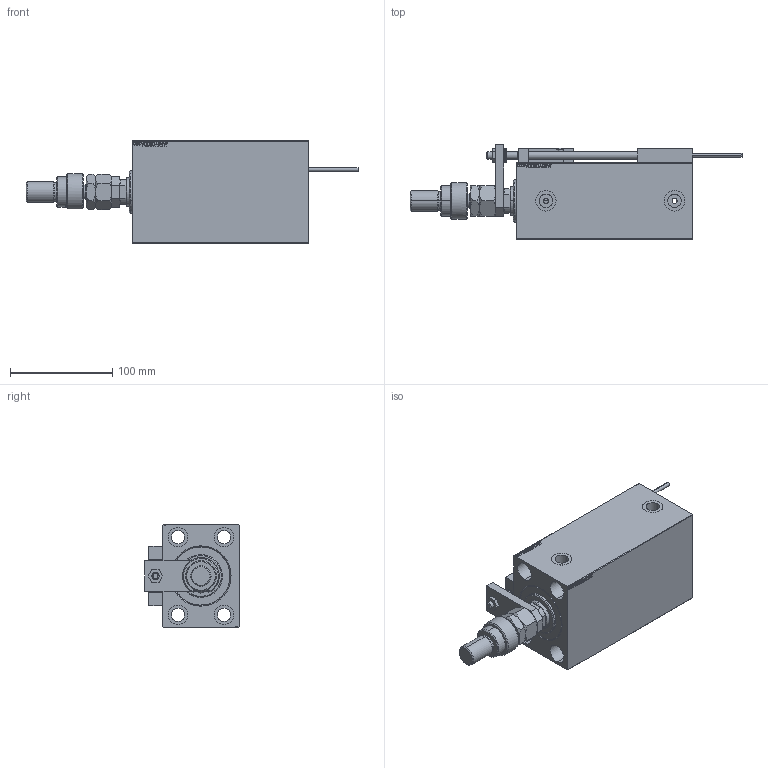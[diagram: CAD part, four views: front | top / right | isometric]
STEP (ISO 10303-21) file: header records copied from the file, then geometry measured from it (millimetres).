
FILE_DESCRIPTION (( 'STEP AP203' ), '1' );
FILE_NAME ('ac6b.STEP', '2022-04-17T07:24:57', ( '' ), ( '' ), 'SwSTEP 2.0', 'SolidWorks 2019', '' );
FILE_SCHEMA (( 'CONFIG_CONTROL_DESIGN' ));
Length unit declared in the file: millimetre
Products named in the file (18): V450CM_C_VCP 20b24b3752b958e4466f59b14d686bc7; SWITCH DIM B,W 20b24b3752b958e4466f59b14d686bc7; Block 20b24b3752b958e4466f59b14d686bc7; MAGNET 20b24b3752b958e4466f59b14d686bc7; ZARAZKA 20b24b3752b958e4466f59b14d686bc7; SWITCH_X_FRONT_BACK 20b24b3752b958e4466f59b14d686bc7; X_Y_DFA 20b24b3752b958e4466f59b14d686bc7; V450CM_VC_B 20b24b3752b958e4466f59b14d686bc7; TYC_L79 20b24b3752b958e4466f59b14d686bc7; ALLEN BOLT D5 20b24b3752b958e4466f59b14d686bc7; ac6b; ALLEN BOLT D8 20b24b3752b958e4466f59b14d686bc7; NUT_D12 20b24b3752b958e4466f59b14d686bc7; V450CM_C_Body 20b24b3752b958e4466f59b14d686bc7; KONCOVKA 20b24b3752b958e4466f59b14d686bc7; MFA 20b24b3752b958e4466f59b14d686bc7; SWITCH X 20b24b3752b958e4466f59b14d686bc7; FEMALE_PART_FOR_DFA 20b24b3752b958e4466f59b14d686bc7
Assembly tree (27 placements, depth 3):
  ac6b
    V450CM_C_Body 20b24b3752b958e4466f59b14d686bc7
    SWITCH X 20b24b3752b958e4466f59b14d686bc7
      SWITCH_X_FRONT_BACK 20b24b3752b958e4466f59b14d686bc7  x2
      TYC_L79 20b24b3752b958e4466f59b14d686bc7
      Block 20b24b3752b958e4466f59b14d686bc7  x2
      ALLEN BOLT D5 20b24b3752b958e4466f59b14d686bc7  x4
      ALLEN BOLT D8 20b24b3752b958e4466f59b14d686bc7  x4
      MAGNET 20b24b3752b958e4466f59b14d686bc7  x2
      KONCOVKA 20b24b3752b958e4466f59b14d686bc7  x2
    NUT_D12 20b24b3752b958e4466f59b14d686bc7
    SWITCH DIM B,W 20b24b3752b958e4466f59b14d686bc7
    ZARAZKA 20b24b3752b958e4466f59b14d686bc7
    V450CM_C_VCP 20b24b3752b958e4466f59b14d686bc7
    V450CM_VC_B 20b24b3752b958e4466f59b14d686bc7
    X_Y_DFA 20b24b3752b958e4466f59b14d686bc7
      FEMALE_PART_FOR_DFA 20b24b3752b958e4466f59b14d686bc7
      MFA 20b24b3752b958e4466f59b14d686bc7
Bounding box: 325 x 92.5 x 100 mm (x, y, z)
Volume: 1155617.6 mm3; surface area: 197058.1 mm2
Topology: 25 solids, 25 shells, 1384 faces, 3288 edges, 2091 vertices
Faces by surface type: plane 593, bspline 380, cylinder 213, cone 146, torus 48, sphere 4
Entity records: 53620 total; most frequent: CARTESIAN_POINT 26854, ORIENTED_EDGE 5596, DIRECTION 3930, EDGE_CURVE 2798, VERTEX_POINT 1815, VECTOR 1556, LINE 1556, EDGE_LOOP 1305
